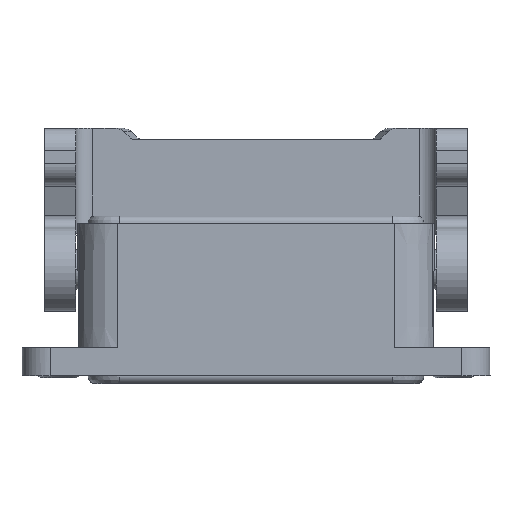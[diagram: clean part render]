
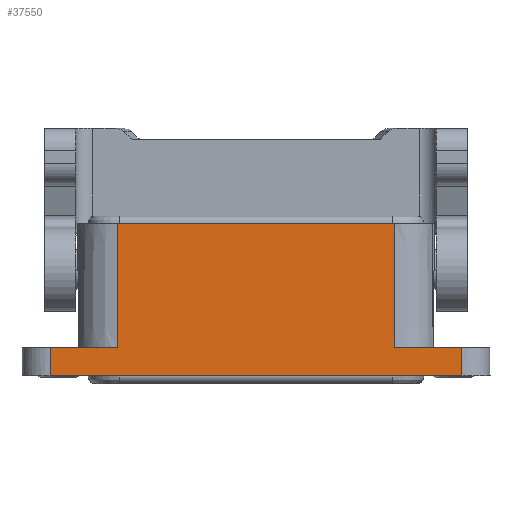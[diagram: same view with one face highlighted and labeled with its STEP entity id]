
A CAD part, front view. The second image highlights one B-rep face of the part: STEP entity #37550.
In plain terms, the highlighted face is planar.
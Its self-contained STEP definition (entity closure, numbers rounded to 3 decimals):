
#3100=CARTESIAN_POINT('',(-8.247,23.6,23.));
#3110=VERTEX_POINT('',#3100);
#3140=CARTESIAN_POINT('',(0.,23.6,23.));
#3150=DIRECTION('',(-1.,0.,0.));
#3160=VECTOR('',#3150,1.);
#3170=LINE('',#3140,#3160);
#3180=CARTESIAN_POINT('',(-57.247,23.6,23.));
#3190=VERTEX_POINT('',#3180);
#3200=EDGE_CURVE('',#3110,#3190,#3170,.T.);
#24010=CARTESIAN_POINT('',(-57.247,23.6,23.));
#24020=DIRECTION('',(0.,-1.,
0.009));
#24030=VECTOR('',#24020,802.151);
#24040=LINE('',#24010,#24030);
#24050=CARTESIAN_POINT('',(-57.247,1.6,
23.192));
#24060=VERTEX_POINT('',#24050);
#24070=EDGE_CURVE('',#3190,#24060,#24040,.T.);
#37000=CARTESIAN_POINT('',(68.753,1.601,
23.192));
#37010=DIRECTION('',(0.,-0.009,
-1.));
#37020=DIRECTION('',(-1.,0.,0.));
#37030=AXIS2_PLACEMENT_3D('',#37000,#37010,#37020);
#37040=PLANE('',#37030);
#37050=CARTESIAN_POINT('',(0.,1.6,23.192));
#37060=DIRECTION('',(-1.,0.,0.));
#37070=VECTOR('',#37060,1.);
#37080=LINE('',#37050,#37070);
#37090=CARTESIAN_POINT('',(-69.203,1.6,
23.192));
#37100=VERTEX_POINT('',#37090);
#37110=EDGE_CURVE('',#24060,#37100,#37080,.T.);
#37120=ORIENTED_EDGE('',*,*,#37110,.T.);
#37130=ORIENTED_EDGE('',*,*,#24070,.T.);
#37140=ORIENTED_EDGE('',*,*,#3200,.T.);
#37150=CARTESIAN_POINT('',(-8.247,23.6,23.));
#37160=DIRECTION('',(0.,-1.,
0.009));
#37170=VECTOR('',#37160,802.151);
#37180=LINE('',#37150,#37170);
#37190=CARTESIAN_POINT('',(-8.247,1.6,
23.192));
#37200=VERTEX_POINT('',#37190);
#37210=EDGE_CURVE('',#3110,#37200,#37180,.T.);
#37220=ORIENTED_EDGE('',*,*,#37210,.F.);
#37230=CARTESIAN_POINT('',(0.,1.6,23.192));
#37240=DIRECTION('',(-1.,0.,0.));
#37250=VECTOR('',#37240,1.);
#37260=LINE('',#37230,#37250);
#37270=CARTESIAN_POINT('',(3.71,1.6,23.192));
#37280=VERTEX_POINT('',#37270);
#37290=EDGE_CURVE('',#37280,#37200,#37260,.T.);
#37300=ORIENTED_EDGE('',*,*,#37290,.T.);
#37310=CARTESIAN_POINT('',(3.724,0.044,
23.206));
#37320=DIRECTION('',(-0.009,1.,
-0.009));
#37330=VECTOR('',#37320,1.);
#37340=LINE('',#37310,#37330);
#37350=CARTESIAN_POINT('',(3.754,-3.4,
23.236));
#37360=VERTEX_POINT('',#37350);
#37370=EDGE_CURVE('',#37360,#37280,#37340,.T.);
#37380=ORIENTED_EDGE('',*,*,#37370,.T.);
#37390=CARTESIAN_POINT('',(0.,-3.4,
23.236));
#37400=DIRECTION('',(1.,0.,0.));
#37410=VECTOR('',#37400,1.);
#37420=LINE('',#37390,#37410);
#37430=CARTESIAN_POINT('',(-69.247,-3.4,23.236)
);
#37440=VERTEX_POINT('',#37430);
#37450=EDGE_CURVE('',#37440,#37360,#37420,.T.);
#37460=ORIENTED_EDGE('',*,*,#37450,.T.);
#37470=CARTESIAN_POINT('',(-69.217,0.044,
23.206));
#37480=DIRECTION('',(0.009,1.,
-0.009));
#37490=VECTOR('',#37480,1.);
#37500=LINE('',#37470,#37490);
#37510=EDGE_CURVE('',#37440,#37100,#37500,.T.);
#37520=ORIENTED_EDGE('',*,*,#37510,.F.);
#37530=EDGE_LOOP('',(#37520,#37460,#37380,#37300,#37220,#37140,#37130,
#37120));
#37540=FACE_OUTER_BOUND('',#37530,.T.);
#37550=ADVANCED_FACE('',(#37540),#37040,.F.);
